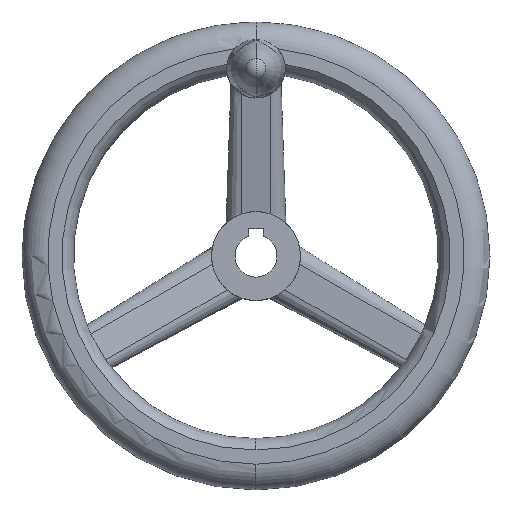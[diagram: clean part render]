
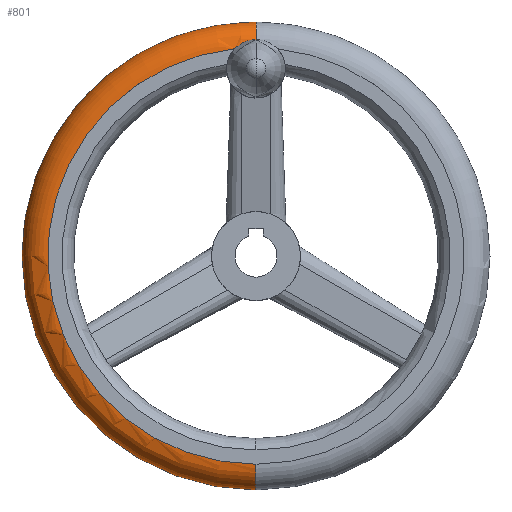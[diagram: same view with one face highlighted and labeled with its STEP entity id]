
A CAD part, top view. The second image highlights one B-rep face of the part: STEP entity #801.
In plain terms, the highlighted toroidal (fillet/blend) face has major radius 89 mm and minor radius 11 mm.
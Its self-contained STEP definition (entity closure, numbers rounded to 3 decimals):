
#397=VERTEX_POINT('',#950);
#675=EDGE_CURVE('',#729,#699,#1259,.T.);
#683=EDGE_CURVE('',#723,#699,#1268,.T.);
#699=VERTEX_POINT('',#1285);
#705=EDGE_CURVE('',#745,#723,#1292,.T.);
#723=VERTEX_POINT('',#1310);
#727=EDGE_CURVE('',#745,#397,#1314,.T.);
#729=VERTEX_POINT('',#1316);
#745=VERTEX_POINT('',#1333);
#747=EDGE_CURVE('',#729,#397,#1335,.T.);
#801=ADVANCED_FACE('',(#1398),#1399,.T.);
#950=CARTESIAN_POINT('',(0.,-100.0,34.));
#1259=CIRCLE('',#2436,11.0);
#1268=CIRCLE('',#2487,89.);
#1285=CARTESIAN_POINT('',(0.,89.,45.));
#1292=CIRCLE('',#2560,89.);
#1310=CARTESIAN_POINT('',(-9.138,88.53,45.));
#1314=CIRCLE('',#2591,11.0);
#1316=CARTESIAN_POINT('',(0.,100.,34.));
#1333=CARTESIAN_POINT('',(0.,-89.0,45.));
#1335=CIRCLE('',#2618,100.0);
#1398=FACE_OUTER_BOUND('',#2771,.T.);
#1399=TOROIDAL_SURFACE('',#2772,89.0,11.0);
#2436=AXIS2_PLACEMENT_3D('',#3337,#3338,#3339);
#2487=AXIS2_PLACEMENT_3D('',#3348,#3349,#3350);
#2560=AXIS2_PLACEMENT_3D('',#3373,#3374,#3375);
#2591=AXIS2_PLACEMENT_3D('',#3390,#3391,#3392);
#2618=AXIS2_PLACEMENT_3D('',#3412,#3413,#3414);
#2771=EDGE_LOOP('',(#3498,#3499,#3500,#3501,#3502));
#2772=AXIS2_PLACEMENT_3D('',#3503,#3504,#3505);
#3337=CARTESIAN_POINT('',(0.,89.,34.));
#3338=DIRECTION('',(1.0,0.,0.));
#3339=DIRECTION('',(0.,1.0,0.));
#3348=CARTESIAN_POINT('',(0.,0.,45.));
#3349=DIRECTION('',(0.,0.,-1.0));
#3350=DIRECTION('',(0.,1.0,0.));
#3373=CARTESIAN_POINT('',(0.,0.,45.));
#3374=DIRECTION('',(0.,0.,-1.0));
#3375=DIRECTION('',(0.,1.0,0.));
#3390=CARTESIAN_POINT('',(0.,-89.0,34.));
#3391=DIRECTION('',(1.0,0.,0.));
#3392=DIRECTION('',(0.,-1.0,0.));
#3412=CARTESIAN_POINT('',(0.,0.,34.));
#3413=DIRECTION('',(0.,0.,1.0));
#3414=DIRECTION('',(1.0,0.0,0.));
#3498=ORIENTED_EDGE('',*,*,#747,.T.);
#3499=ORIENTED_EDGE('',*,*,#727,.F.);
#3500=ORIENTED_EDGE('',*,*,#705,.T.);
#3501=ORIENTED_EDGE('',*,*,#683,.T.);
#3502=ORIENTED_EDGE('',*,*,#675,.F.);
#3503=CARTESIAN_POINT('',(0.,0.,34.));
#3504=DIRECTION('',(0.,0.,1.0));
#3505=DIRECTION('',(0.,1.0,0.0));
